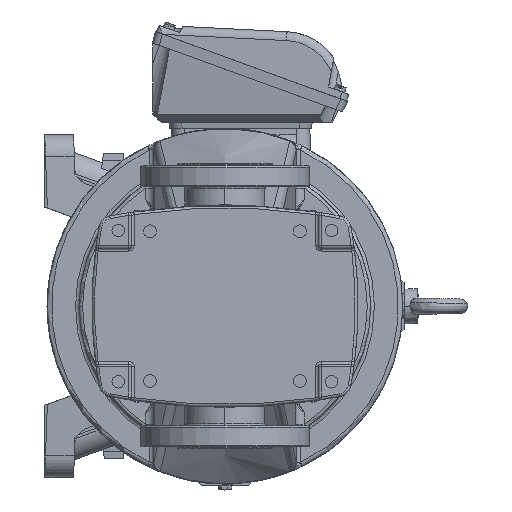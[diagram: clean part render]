
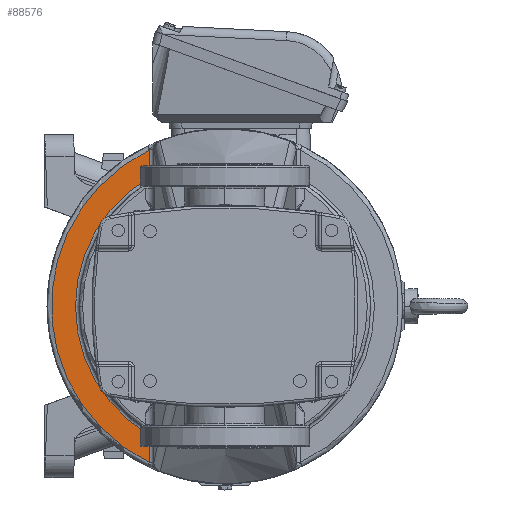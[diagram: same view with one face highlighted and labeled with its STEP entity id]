
A CAD part, front view. The second image highlights one B-rep face of the part: STEP entity #88576.
In plain terms, the highlighted planar face has unit normal (0, -1, 0).
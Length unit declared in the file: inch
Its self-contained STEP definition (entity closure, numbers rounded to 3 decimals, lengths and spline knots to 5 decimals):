
#457 = VERTEX_POINT ( 'NONE', #116713 ) ;
#1669 = DIRECTION ( 'NONE',  ( 1., 0., 0. ) ) ;
#3363 = ORIENTED_EDGE ( 'NONE', *, *, #138662, .F. ) ;
#5442 = VECTOR ( 'NONE', #103158, 39.37008 ) ;
#30608 = DIRECTION ( 'NONE',  ( 0., 1., 0. ) ) ;
#33228 = AXIS2_PLACEMENT_3D ( 'NONE', #54748, #102782, #40354 ) ;
#37700 = CARTESIAN_POINT ( 'NONE',  ( -8.90034, 31.82518, -3.34646 ) ) ;
#40354 = DIRECTION ( 'NONE',  ( -0.9, 0., -0.436 ) ) ;
#46138 = EDGE_CURVE ( 'NONE', #61749, #90280, #89447, .T. ) ;
#52266 = EDGE_LOOP ( 'NONE', ( #108937, #3363, #106827, #81100 ) ) ;
#54748 = CARTESIAN_POINT ( 'NONE',  ( -1.99092, 31.82518, 0. ) ) ;
#61749 = VERTEX_POINT ( 'NONE', #77103 ) ;
#62795 = CIRCLE ( 'NONE', #93415, 6.61417 ) ;
#69181 = CARTESIAN_POINT ( 'NONE',  ( 4.9185, 31.82518, -3.34646 ) ) ;
#69479 = CARTESIAN_POINT ( 'NONE',  ( 3.71421, 31.82518, -3.34646 ) ) ;
#70165 = VERTEX_POINT ( 'NONE', #89597 ) ;
#71955 = AXIS2_PLACEMENT_3D ( 'NONE', #111430, #149903, #136287 ) ;
#75486 = VECTOR ( 'NONE', #1669, 39.37008 ) ;
#77103 = CARTESIAN_POINT ( 'NONE',  ( -8.90034, 31.82518, -3.34646 ) ) ;
#81100 = ORIENTED_EDGE ( 'NONE', *, *, #124802, .F. ) ;
#81483 = LINE ( 'NONE', #69479, #5442 ) ;
#88576 = ADVANCED_FACE ( 'NONE', ( #99411 ), #112998, .F. ) ;
#89447 = CIRCLE ( 'NONE', #33228, 7.67717 ) ;
#89597 = CARTESIAN_POINT ( 'NONE',  ( -7.69605, 31.82518, -3.34646 ) ) ;
#90280 = VERTEX_POINT ( 'NONE', #69181 ) ;
#93415 = AXIS2_PLACEMENT_3D ( 'NONE', #140358, #30608, #153209 ) ;
#99411 = FACE_OUTER_BOUND ( 'NONE', #52266, .T. ) ;
#100914 = LINE ( 'NONE', #37700, #75486 ) ;
#102782 = DIRECTION ( 'NONE',  ( 0., -1., 0. ) ) ;
#103158 = DIRECTION ( 'NONE',  ( 1., 0., 0. ) ) ;
#106827 = ORIENTED_EDGE ( 'NONE', *, *, #46138, .T. ) ;
#108937 = ORIENTED_EDGE ( 'NONE', *, *, #140993, .T. ) ;
#111430 = CARTESIAN_POINT ( 'NONE',  ( -1.99092, 31.82518, 0. ) ) ;
#112998 = PLANE ( 'NONE',  #71955 ) ;
#116713 = CARTESIAN_POINT ( 'NONE',  ( 3.71421, 31.82518, -3.34646 ) ) ;
#124802 = EDGE_CURVE ( 'NONE', #457, #90280, #81483, .T. ) ;
#136287 = DIRECTION ( 'NONE',  ( 1., 0., 0. ) ) ;
#138662 = EDGE_CURVE ( 'NONE', #61749, #70165, #100914, .T. ) ;
#140358 = CARTESIAN_POINT ( 'NONE',  ( -1.99092, 31.82518, 0. ) ) ;
#140993 = EDGE_CURVE ( 'NONE', #457, #70165, #62795, .T. ) ;
#149903 = DIRECTION ( 'NONE',  ( 0., 1., 0. ) ) ;
#153209 = DIRECTION ( 'NONE',  ( 0., 0., -1. ) ) ;
